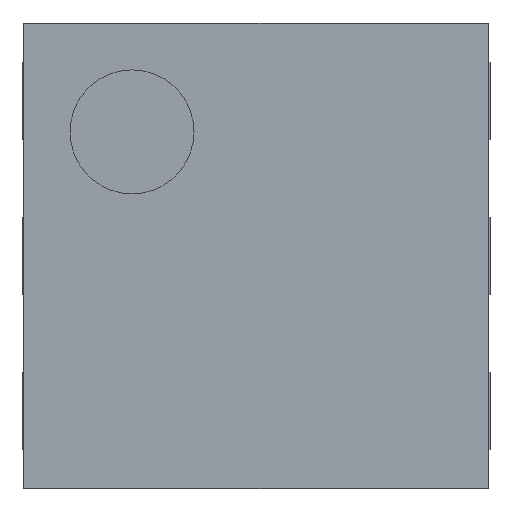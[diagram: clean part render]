
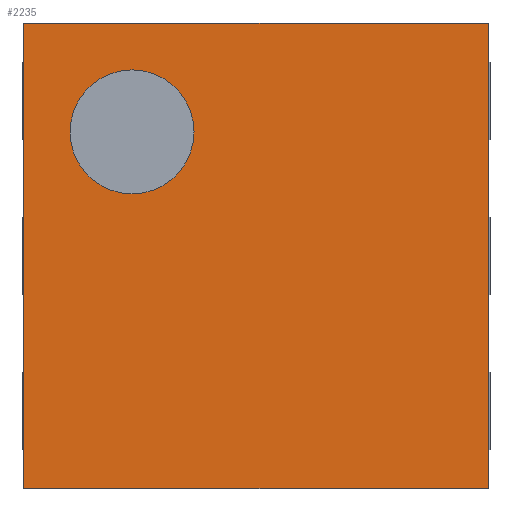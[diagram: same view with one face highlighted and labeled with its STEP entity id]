
A CAD part, top view. The second image highlights one B-rep face of the part: STEP entity #2235.
In plain terms, the highlighted planar face has unit normal (0, 0, 1).
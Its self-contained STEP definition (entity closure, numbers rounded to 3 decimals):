
#26 = ORIENTED_EDGE ( 'NONE', *, *, #2426, .F. ) ;
#31 = FACE_OUTER_BOUND ( 'NONE', #1031, .T. ) ;
#118 = LINE ( 'NONE', #188, #3014 ) ;
#122 = ORIENTED_EDGE ( 'NONE', *, *, #3793, .F. ) ;
#188 = CARTESIAN_POINT ( 'NONE',  ( -0.75, -0.75, 0.49 ) ) ;
#440 = PLANE ( 'NONE',  #976 ) ;
#516 = LINE ( 'NONE', #2512, #3423 ) ;
#539 = VERTEX_POINT ( 'NONE', #2220 ) ;
#723 = VERTEX_POINT ( 'NONE', #2993 ) ;
#804 = LINE ( 'NONE', #1166, #4140 ) ;
#976 = AXIS2_PLACEMENT_3D ( 'NONE', #1416, #1124, #4046 ) ;
#1031 = EDGE_LOOP ( 'NONE', ( #26, #122, #2080, #3902 ) ) ;
#1124 = DIRECTION ( 'NONE',  ( 0., 0., 1. ) ) ;
#1166 = CARTESIAN_POINT ( 'NONE',  ( 0.75, 0.75, 0.49 ) ) ;
#1224 = CARTESIAN_POINT ( 'NONE',  ( 0.75, 0.75, 0.49 ) ) ;
#1285 = CARTESIAN_POINT ( 'NONE',  ( -0.75, 0.75, 0.49 ) ) ;
#1416 = CARTESIAN_POINT ( 'NONE',  ( -0.75, 0.75, 0.49 ) ) ;
#1524 = DIRECTION ( 'NONE',  ( 0., 1., 0. ) ) ;
#1562 = DIRECTION ( 'NONE',  ( 1., 0., 0. ) ) ;
#1994 = EDGE_CURVE ( 'NONE', #723, #539, #516, .T. ) ;
#2043 = VECTOR ( 'NONE', #1562, 1000. ) ;
#2080 = ORIENTED_EDGE ( 'NONE', *, *, #2460, .F. ) ;
#2220 = CARTESIAN_POINT ( 'NONE',  ( -0.75, -0.75, 0.49 ) ) ;
#2235 = ADVANCED_FACE ( 'NONE', ( #31 ), #440, .T. ) ;
#2426 = EDGE_CURVE ( 'NONE', #3887, #723, #804, .T. ) ;
#2460 = EDGE_CURVE ( 'NONE', #539, #2645, #118, .T. ) ;
#2512 = CARTESIAN_POINT ( 'NONE',  ( 0.75, -0.75, 0.49 ) ) ;
#2529 = DIRECTION ( 'NONE',  ( 0., -1., 0. ) ) ;
#2567 = DIRECTION ( 'NONE',  ( -1., 0., 0. ) ) ;
#2645 = VERTEX_POINT ( 'NONE', #3953 ) ;
#2993 = CARTESIAN_POINT ( 'NONE',  ( 0.75, -0.75, 0.49 ) ) ;
#3014 = VECTOR ( 'NONE', #1524, 1000. ) ;
#3194 = LINE ( 'NONE', #1285, #2043 ) ;
#3423 = VECTOR ( 'NONE', #2567, 1000. ) ;
#3793 = EDGE_CURVE ( 'NONE', #2645, #3887, #3194, .T. ) ;
#3887 = VERTEX_POINT ( 'NONE', #1224 ) ;
#3902 = ORIENTED_EDGE ( 'NONE', *, *, #1994, .F. ) ;
#3953 = CARTESIAN_POINT ( 'NONE',  ( -0.75, 0.75, 0.49 ) ) ;
#4046 = DIRECTION ( 'NONE',  ( 1., 0., 0. ) ) ;
#4140 = VECTOR ( 'NONE', #2529, 1000. ) ;
